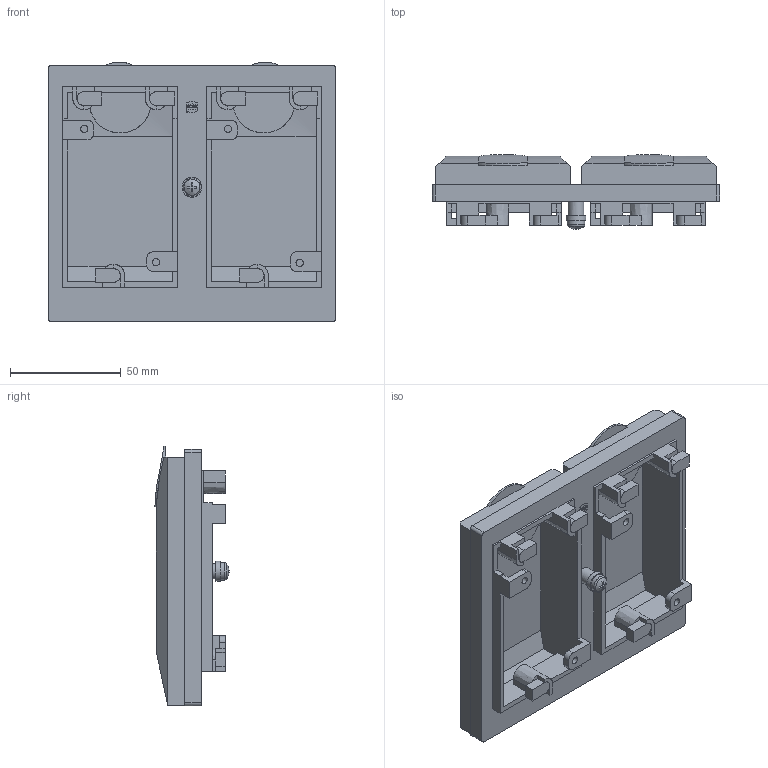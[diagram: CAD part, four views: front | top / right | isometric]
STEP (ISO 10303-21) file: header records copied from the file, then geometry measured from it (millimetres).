
FILE_DESCRIPTION(( 'HARTING HARTING HARTING HARTING HARTING HARTING HARTING HARTING HARTING', 'This Document is valid for Parts No. 39 50 000 0200'),'2;1');
FILE_NAME('MD_39500000200_R411832.stp', '2006-02-27T10:23:39',('ITIS-3'),('HARTING KGaA, D-32339 Espelkamp'), 'I-DEAS Master Series 10','HP-UNIX','Yes');
FILE_SCHEMA(('AUTOMOTIVE_DESIGN { 1 0 10303 214 1 1 1 1 }'));
Length unit declared in the file: millimetre
Products named in the file (1): Han Port Einbaurahmen 2-fach schwarz Metall
Bounding box: 130 x 33.61 x 117.49 mm (x, y, z)
Volume: 147178.2 mm3; surface area: 61576.5 mm2
Topology: 1 solids, 1 shells, 341 faces, 939 edges, 620 vertices
Faces by surface type: bspline 341
Entity records: 10973 total; most frequent: CARTESIAN_POINT 4951, ORIENTED_EDGE 1878, EDGE_CURVE 939, VERTEX_POINT 620, B_SPLINE_CURVE_WITH_KNOTS 467, EDGE_LOOP 369, QUASI_UNIFORM_CURVE 354, OVER_RIDING_STYLED_ITEM 346
